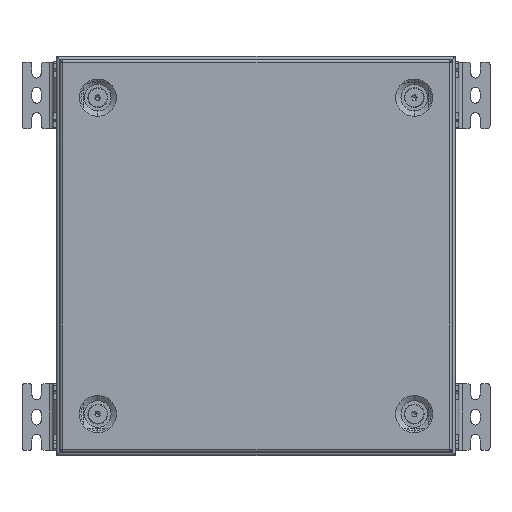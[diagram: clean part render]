
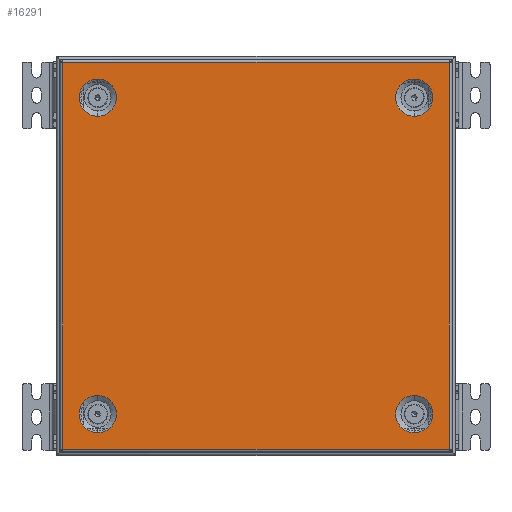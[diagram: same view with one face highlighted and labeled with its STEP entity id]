
A CAD part, top view. The second image highlights one B-rep face of the part: STEP entity #16291.
In plain terms, the highlighted planar face has unit normal (0, 0, 1).
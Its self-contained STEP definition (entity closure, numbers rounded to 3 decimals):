
#133 = VERTEX_POINT ( 'NONE', #21140 ) ;
#580 = LINE ( 'NONE', #12986, #24016 ) ;
#669 = ORIENTED_EDGE ( 'NONE', *, *, #11815, .F. ) ;
#681 = EDGE_CURVE ( 'NONE', #16388, #729, #18628, .T. ) ;
#729 = VERTEX_POINT ( 'NONE', #13216 ) ;
#751 = CARTESIAN_POINT ( 'NONE',  ( 145.793, 145.5, 0. ) ) ;
#808 = ORIENTED_EDGE ( 'NONE', *, *, #21109, .F. ) ;
#1121 = EDGE_CURVE ( 'NONE', #133, #5082, #26208, .T. ) ;
#1329 = DIRECTION ( 'NONE',  ( 1., 0., 0. ) ) ;
#1427 = CIRCLE ( 'NONE', #7514, 14. ) ;
#1682 = DIRECTION ( 'NONE',  ( 1., 0., 0. ) ) ;
#2106 = DIRECTION ( 'NONE',  ( 1., 0., 0. ) ) ;
#2492 = DIRECTION ( 'NONE',  ( 1., 0., 0. ) ) ;
#2493 = CARTESIAN_POINT ( 'NONE',  ( 145.4, -145.5, 0. ) ) ;
#3212 = CARTESIAN_POINT ( 'NONE',  ( -119., -119., 0. ) ) ;
#3253 = EDGE_CURVE ( 'NONE', #19504, #6461, #6545, .T. ) ;
#4079 = CARTESIAN_POINT ( 'NONE',  ( 147.5, -145.5, 0. ) ) ;
#4697 = DIRECTION ( 'NONE',  ( 1., 0., 0. ) ) ;
#5082 = VERTEX_POINT ( 'NONE', #12859 ) ;
#5120 = CARTESIAN_POINT ( 'NONE',  ( 119., -105., 0. ) ) ;
#5378 = EDGE_LOOP ( 'NONE', ( #808, #18021 ) ) ;
#5560 = CARTESIAN_POINT ( 'NONE',  ( -145.5, -145.5, 0. ) ) ;
#5706 = ORIENTED_EDGE ( 'NONE', *, *, #18085, .F. ) ;
#5790 = DIRECTION ( 'NONE',  ( -1., 0., 0. ) ) ;
#5848 = CARTESIAN_POINT ( 'NONE',  ( -145.5, 145.793, 0. ) ) ;
#5970 = EDGE_CURVE ( 'NONE', #729, #16388, #19337, .T. ) ;
#6118 = LINE ( 'NONE', #4079, #23555 ) ;
#6172 = CIRCLE ( 'NONE', #21407, 14. ) ;
#6461 = VERTEX_POINT ( 'NONE', #26924 ) ;
#6545 = CIRCLE ( 'NONE', #16994, 14. ) ;
#6603 = VERTEX_POINT ( 'NONE', #25111 ) ;
#6620 = EDGE_CURVE ( 'NONE', #7443, #6603, #23220, .T. ) ;
#6773 = VERTEX_POINT ( 'NONE', #6963 ) ;
#6819 = EDGE_CURVE ( 'NONE', #9410, #17075, #7833, .T. ) ;
#6882 = AXIS2_PLACEMENT_3D ( 'NONE', #7822, #26373, #5790 ) ;
#6963 = CARTESIAN_POINT ( 'NONE',  ( -145.4, 145.5, 0. ) ) ;
#7123 = CARTESIAN_POINT ( 'NONE',  ( -119., -105., 0. ) ) ;
#7355 = CIRCLE ( 'NONE', #18223, 14. ) ;
#7394 = EDGE_CURVE ( 'NONE', #22957, #133, #15797, .T. ) ;
#7443 = VERTEX_POINT ( 'NONE', #5560 ) ;
#7514 = AXIS2_PLACEMENT_3D ( 'NONE', #16302, #18329, #2106 ) ;
#7539 = DIRECTION ( 'NONE',  ( 1., 0., 0. ) ) ;
#7681 = VERTEX_POINT ( 'NONE', #24777 ) ;
#7822 = CARTESIAN_POINT ( 'NONE',  ( 119., 119., 0. ) ) ;
#7833 = CIRCLE ( 'NONE', #12643, 14. ) ;
#8340 = ORIENTED_EDGE ( 'NONE', *, *, #12050, .T. ) ;
#8403 = CARTESIAN_POINT ( 'NONE',  ( 119., -119., 0. ) ) ;
#8530 = DIRECTION ( 'NONE',  ( 0., 0., 1. ) ) ;
#8666 = VECTOR ( 'NONE', #9611, 1000. ) ;
#9066 = LINE ( 'NONE', #23669, #10489 ) ;
#9350 = FACE_OUTER_BOUND ( 'NONE', #12110, .T. ) ;
#9410 = VERTEX_POINT ( 'NONE', #18352 ) ;
#9498 = ORIENTED_EDGE ( 'NONE', *, *, #10982, .T. ) ;
#9611 = DIRECTION ( 'NONE',  ( -1., 0., 0. ) ) ;
#9675 = DIRECTION ( 'NONE',  ( 0., -1., 0. ) ) ;
#9796 = VERTEX_POINT ( 'NONE', #5120 ) ;
#10141 = EDGE_LOOP ( 'NONE', ( #5706, #13538 ) ) ;
#10441 = ORIENTED_EDGE ( 'NONE', *, *, #7394, .T. ) ;
#10489 = VECTOR ( 'NONE', #15600, 1000. ) ;
#10884 = VERTEX_POINT ( 'NONE', #2493 ) ;
#10982 = EDGE_CURVE ( 'NONE', #6603, #10884, #580, .T. ) ;
#11142 = DIRECTION ( 'NONE',  ( -1., 0., 0. ) ) ;
#11815 = EDGE_CURVE ( 'NONE', #9796, #7681, #7355, .T. ) ;
#12050 = EDGE_CURVE ( 'NONE', #5082, #6773, #21478, .T. ) ;
#12110 = EDGE_LOOP ( 'NONE', ( #12212, #8340, #20351, #21221, #23063, #9498, #23309, #10441 ) ) ;
#12212 = ORIENTED_EDGE ( 'NONE', *, *, #1121, .T. ) ;
#12415 = DIRECTION ( 'NONE',  ( 1., 0., 0. ) ) ;
#12643 = AXIS2_PLACEMENT_3D ( 'NONE', #20440, #26326, #20312 ) ;
#12859 = CARTESIAN_POINT ( 'NONE',  ( 145.4, 145.5, 0. ) ) ;
#12986 = CARTESIAN_POINT ( 'NONE',  ( -145.793, -145.5, 0. ) ) ;
#13081 = VERTEX_POINT ( 'NONE', #18847 ) ;
#13216 = CARTESIAN_POINT ( 'NONE',  ( 119., 105., 0. ) ) ;
#13412 = CARTESIAN_POINT ( 'NONE',  ( -119., 119., 0. ) ) ;
#13436 = CARTESIAN_POINT ( 'NONE',  ( -119., 133., 0. ) ) ;
#13538 = ORIENTED_EDGE ( 'NONE', *, *, #6819, .F. ) ;
#13569 = FACE_BOUND ( 'NONE', #10141, .T. ) ;
#13623 = DIRECTION ( 'NONE',  ( 0., 0., 1. ) ) ;
#13631 = CARTESIAN_POINT ( 'NONE',  ( 145.5, -145.793, 0. ) ) ;
#13907 = CARTESIAN_POINT ( 'NONE',  ( 119., 119., 0. ) ) ;
#14265 = EDGE_LOOP ( 'NONE', ( #21395, #14296 ) ) ;
#14296 = ORIENTED_EDGE ( 'NONE', *, *, #681, .F. ) ;
#14823 = AXIS2_PLACEMENT_3D ( 'NONE', #3212, #21737, #11142 ) ;
#15558 = DIRECTION ( 'NONE',  ( -1., 0., 0. ) ) ;
#15595 = FACE_BOUND ( 'NONE', #14265, .T. ) ;
#15600 = DIRECTION ( 'NONE',  ( 1., 0., 0. ) ) ;
#15711 = DIRECTION ( 'NONE',  ( -1., 0., 0. ) ) ;
#15797 = LINE ( 'NONE', #13631, #19609 ) ;
#15955 = DIRECTION ( 'NONE',  ( 0., 0., 1. ) ) ;
#16047 = DIRECTION ( 'NONE',  ( 0., 1., 0. ) ) ;
#16291 = ADVANCED_FACE ( 'NONE', ( #9350, #25966, #15595, #13569, #21882 ), #19823, .T. ) ;
#16302 = CARTESIAN_POINT ( 'NONE',  ( -119., 119., 0. ) ) ;
#16388 = VERTEX_POINT ( 'NONE', #26904 ) ;
#16490 = VECTOR ( 'NONE', #15711, 1000. ) ;
#16994 = AXIS2_PLACEMENT_3D ( 'NONE', #13412, #25947, #7539 ) ;
#17075 = VERTEX_POINT ( 'NONE', #7123 ) ;
#17159 = CARTESIAN_POINT ( 'NONE',  ( 119., -119., 0. ) ) ;
#17852 = AXIS2_PLACEMENT_3D ( 'NONE', #25005, #20490, #1682 ) ;
#18021 = ORIENTED_EDGE ( 'NONE', *, *, #3253, .F. ) ;
#18085 = EDGE_CURVE ( 'NONE', #17075, #9410, #26582, .T. ) ;
#18138 = EDGE_CURVE ( 'NONE', #13081, #6773, #9066, .T. ) ;
#18223 = AXIS2_PLACEMENT_3D ( 'NONE', #8403, #8530, #4697 ) ;
#18329 = DIRECTION ( 'NONE',  ( 0., 0., 1. ) ) ;
#18352 = CARTESIAN_POINT ( 'NONE',  ( -119., -133., 0. ) ) ;
#18628 = CIRCLE ( 'NONE', #6882, 14. ) ;
#18835 = EDGE_CURVE ( 'NONE', #10884, #22957, #6118, .T. ) ;
#18847 = CARTESIAN_POINT ( 'NONE',  ( -145.5, 145.5, 0. ) ) ;
#19337 = CIRCLE ( 'NONE', #26587, 14. ) ;
#19504 = VERTEX_POINT ( 'NONE', #13436 ) ;
#19562 = VECTOR ( 'NONE', #2492, 1000. ) ;
#19609 = VECTOR ( 'NONE', #16047, 1000. ) ;
#19823 = PLANE ( 'NONE',  #17852 ) ;
#20312 = DIRECTION ( 'NONE',  ( -1., 0., 0. ) ) ;
#20351 = ORIENTED_EDGE ( 'NONE', *, *, #18138, .F. ) ;
#20364 = EDGE_CURVE ( 'NONE', #7681, #9796, #6172, .T. ) ;
#20440 = CARTESIAN_POINT ( 'NONE',  ( -119., -119., 0. ) ) ;
#20490 = DIRECTION ( 'NONE',  ( 0., 0., 1. ) ) ;
#21109 = EDGE_CURVE ( 'NONE', #6461, #19504, #1427, .T. ) ;
#21140 = CARTESIAN_POINT ( 'NONE',  ( 145.5, 145.5, 0. ) ) ;
#21156 = CARTESIAN_POINT ( 'NONE',  ( -145.793, -145.5, 0. ) ) ;
#21221 = ORIENTED_EDGE ( 'NONE', *, *, #25199, .T. ) ;
#21278 = DIRECTION ( 'NONE',  ( 1., 0., 0. ) ) ;
#21395 = ORIENTED_EDGE ( 'NONE', *, *, #5970, .F. ) ;
#21407 = AXIS2_PLACEMENT_3D ( 'NONE', #17159, #13623, #1329 ) ;
#21478 = LINE ( 'NONE', #751, #8666 ) ;
#21618 = EDGE_LOOP ( 'NONE', ( #669, #22510 ) ) ;
#21737 = DIRECTION ( 'NONE',  ( 0., 0., 1. ) ) ;
#21842 = VECTOR ( 'NONE', #9675, 1000. ) ;
#21855 = CARTESIAN_POINT ( 'NONE',  ( 145.793, 145.5, 0. ) ) ;
#21882 = FACE_BOUND ( 'NONE', #21618, .T. ) ;
#22510 = ORIENTED_EDGE ( 'NONE', *, *, #20364, .F. ) ;
#22957 = VERTEX_POINT ( 'NONE', #24444 ) ;
#23063 = ORIENTED_EDGE ( 'NONE', *, *, #6620, .T. ) ;
#23220 = LINE ( 'NONE', #21156, #19562 ) ;
#23309 = ORIENTED_EDGE ( 'NONE', *, *, #18835, .T. ) ;
#23555 = VECTOR ( 'NONE', #12415, 1000. ) ;
#23669 = CARTESIAN_POINT ( 'NONE',  ( -147.5, 145.5, 0. ) ) ;
#24016 = VECTOR ( 'NONE', #21278, 1000. ) ;
#24444 = CARTESIAN_POINT ( 'NONE',  ( 145.5, -145.5, 0. ) ) ;
#24526 = LINE ( 'NONE', #5848, #21842 ) ;
#24777 = CARTESIAN_POINT ( 'NONE',  ( 119., -133., 0. ) ) ;
#25005 = CARTESIAN_POINT ( 'NONE',  ( 0., 0., 0. ) ) ;
#25111 = CARTESIAN_POINT ( 'NONE',  ( -145.4, -145.5, 0. ) ) ;
#25199 = EDGE_CURVE ( 'NONE', #13081, #7443, #24526, .T. ) ;
#25947 = DIRECTION ( 'NONE',  ( 0., 0., 1. ) ) ;
#25966 = FACE_BOUND ( 'NONE', #5378, .T. ) ;
#26208 = LINE ( 'NONE', #21855, #16490 ) ;
#26326 = DIRECTION ( 'NONE',  ( 0., 0., 1. ) ) ;
#26373 = DIRECTION ( 'NONE',  ( 0., 0., 1. ) ) ;
#26582 = CIRCLE ( 'NONE', #14823, 14. ) ;
#26587 = AXIS2_PLACEMENT_3D ( 'NONE', #13907, #15955, #15558 ) ;
#26904 = CARTESIAN_POINT ( 'NONE',  ( 119., 133., 0. ) ) ;
#26924 = CARTESIAN_POINT ( 'NONE',  ( -119., 105., 0. ) ) ;
